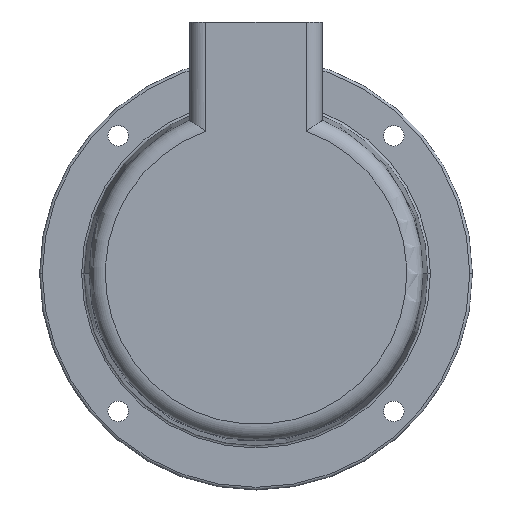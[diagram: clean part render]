
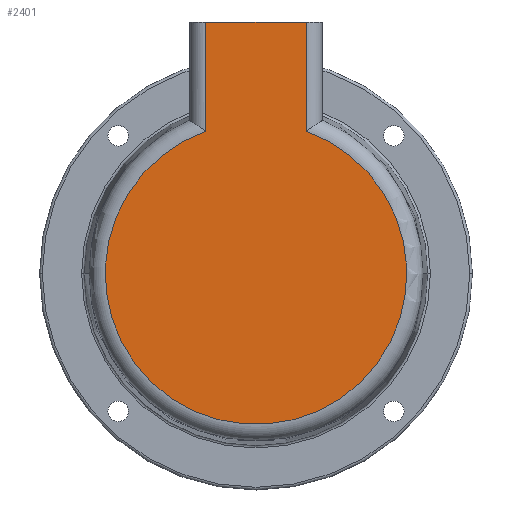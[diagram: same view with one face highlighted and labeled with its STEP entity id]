
A CAD part, front view. The second image highlights one B-rep face of the part: STEP entity #2401.
In plain terms, the highlighted planar face has unit normal (0, -1, 0).
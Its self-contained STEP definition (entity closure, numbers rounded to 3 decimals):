
#569=DIRECTION('',(1.,0.,0.));
#570=VECTOR('',#569,18.5);
#571=CARTESIAN_POINT('',(-9.25,-28.,46.5));
#572=LINE('',#571,#570);
#759=DIRECTION('',(0.,0.,-1.));
#760=VECTOR('',#759,20.204);
#761=CARTESIAN_POINT('',(-9.25,-28.,46.5));
#762=LINE('',#761,#760);
#763=DIRECTION('',(0.,0.,-1.));
#764=VECTOR('',#763,20.204);
#765=CARTESIAN_POINT('',(9.25,-28.,46.5));
#766=LINE('',#765,#764);
#910=CARTESIAN_POINT('',(0.,-28.,0.));
#911=DIRECTION('',(0.,-1.,0.));
#912=DIRECTION('',(-0.332,0.,0.943));
#913=AXIS2_PLACEMENT_3D('',#910,#911,#912);
#1284=CARTESIAN_POINT('',(-9.25,-28.,46.5));
#1286=VERTEX_POINT('',#1284);
#1287=CARTESIAN_POINT('',(-9.25,-28.,26.296));
#1288=VERTEX_POINT('',#1287);
#1295=CARTESIAN_POINT('',(9.25,-28.,46.5));
#1297=VERTEX_POINT('',#1295);
#1301=CARTESIAN_POINT('',(9.25,-28.,26.296));
#1302=VERTEX_POINT('',#1301);
#2388=CARTESIAN_POINT('',(0.,-28.,0.));
#2389=DIRECTION('',(0.,-1.,0.));
#2390=DIRECTION('',(-1.,0.,0.));
#2391=AXIS2_PLACEMENT_3D('',#2388,#2389,#2390);
#2392=PLANE('',#2391);
#2393=ORIENTED_EDGE('',*,*,#2377,.F.);
#2394=ORIENTED_EDGE('',*,*,#2005,.T.);
#2396=ORIENTED_EDGE('',*,*,#2395,.T.);
#2398=ORIENTED_EDGE('',*,*,#2397,.F.);
#2399=EDGE_LOOP('',(#2393,#2394,#2396,#2398));
#2400=FACE_OUTER_BOUND('',#2399,.F.);
#2401=ADVANCED_FACE('',(#2400),#2392,.T.);
#914=CIRCLE('',#913,27.875);
#2005=EDGE_CURVE('',#1286,#1297,#572,.T.);
#2377=EDGE_CURVE('',#1286,#1288,#762,.T.);
#2395=EDGE_CURVE('',#1297,#1302,#766,.T.);
#2397=EDGE_CURVE('',#1288,#1302,#914,.T.);
